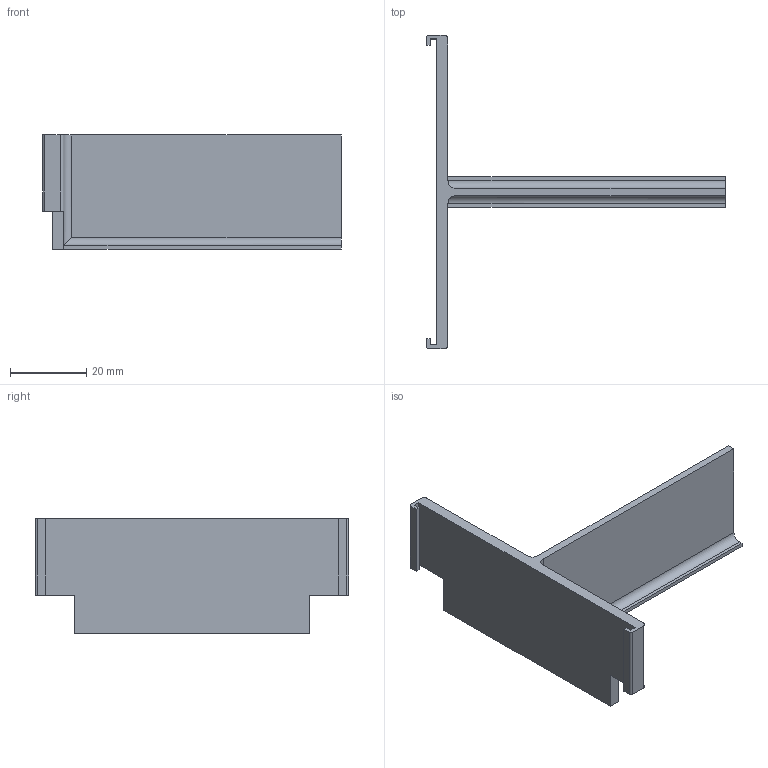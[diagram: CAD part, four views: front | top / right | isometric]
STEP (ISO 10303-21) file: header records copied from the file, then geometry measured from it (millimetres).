
FILE_DESCRIPTION (( 'STEP AP214' ), '1' );
FILE_NAME ('T-divider-v2.STEP', '2025-06-05T15:21:27', ( '' ), ( '' ), 'SwSTEP 2.0', 'SolidWorks 2025', '' );
FILE_SCHEMA (( 'AUTOMOTIVE_DESIGN' ));
Length unit declared in the file: millimetre
Products named in the file (1): T-divider-v2
Bounding box: 78.6 x 82.5 x 30 mm (x, y, z)
Volume: 11960.7 mm3; surface area: 10920.1 mm2
Topology: 1 solids, 1 shells, 34 faces, 94 edges, 62 vertices
Faces by surface type: plane 26, cylinder 8
Entity records: 1097 total; most frequent: CARTESIAN_POINT 197, ORIENTED_EDGE 188, DIRECTION 174, EDGE_CURVE 94, VECTOR 80, LINE 80, VERTEX_POINT 62, AXIS2_PLACEMENT_3D 47
